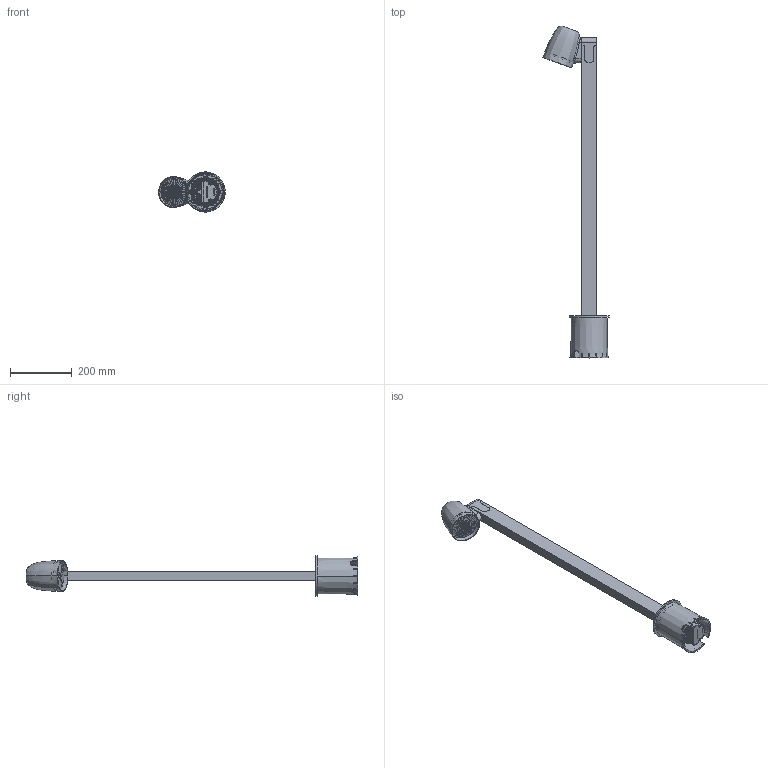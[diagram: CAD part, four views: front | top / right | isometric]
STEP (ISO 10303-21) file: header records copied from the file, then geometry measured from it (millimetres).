
FILE_DESCRIPTION (( 'STEP AP203' ), '1' );
FILE_NAME ('NUT B-60 196034xxyyy.STEP', '2022-07-19T10:19:39', ( '' ), ( '' ), 'SwSTEP 2.0', 'SolidWorks 2019', '' );
FILE_SCHEMA (( 'CONFIG_CONTROL_DESIGN' ));
Length unit declared in the file: millimetre
Products named in the file (30): 000-D6798J-8.4a2; 000-1-23; 000-D6798J-4.3A2; 000-1-22; 000-D912-415; 000-SUB196-002; 000-SUB196-010; 000-1-9; 000-196-008; 000-1-10; 000-310-32R1; 000-196-101; 000-196-102; 000-196-111_Soldadura; NUT B-60 196034xxyyy; D7991-510a2; 000-Gea 130power led 170703.sldasm-Part-3; 000-196-006; 000-1-11; 000-1-20; 000-196-003; 000-196-103; 000-1-19; 000-196-104; 000-310-31; 000-196-001; 000-D912-840a2; 000-Gea 130power led 170703.sldasm-Part-2; 000-Gea 130power led 170703.sldasm-Part-1; 000-1-8
Assembly tree (35 placements, depth 4):
  NUT B-60 196034xxyyy
    000-310-31
      000-Gea 130power led 170703.sldasm-Part-1
      000-Gea 130power led 170703.sldasm-Part-2
      000-1-8
      000-1-9
      000-1-10
      000-1-11
      000-Gea 130power led 170703.sldasm-Part-3
      000-1-19
      000-1-20
      000-1-22
      000-1-23
    000-196-104
    000-310-32R1
    000-196-103
    000-196-111_Soldadura
    000-SUB196-010
      000-196-001
      000-SUB196-002
        000-196-003
      000-196-006
      000-196-008
      000-196-101
    000-196-102
    000-D912-840a2  x2
    000-D6798J-8.4a2  x2
    000-D6798J-4.3A2  x2
    000-D912-415
    D7991-510a2  x4
Bounding box: 215.36 x 1073.36 x 130 mm (x, y, z)
Volume: 984026.9 mm3; surface area: 642813.8 mm2
Topology: 32 solids, 32 shells, 2763 faces, 7472 edges, 4801 vertices
Faces by surface type: plane 1277, bspline 534, cylinder 476, cone 391, torus 85
Entity records: 105401 total; most frequent: CARTESIAN_POINT 41521, ORIENTED_EDGE 13758, DIRECTION 10976, EDGE_CURVE 6879, VERTEX_POINT 4489, AXIS2_PLACEMENT_3D 3815, LINE 3346, VECTOR 3346
